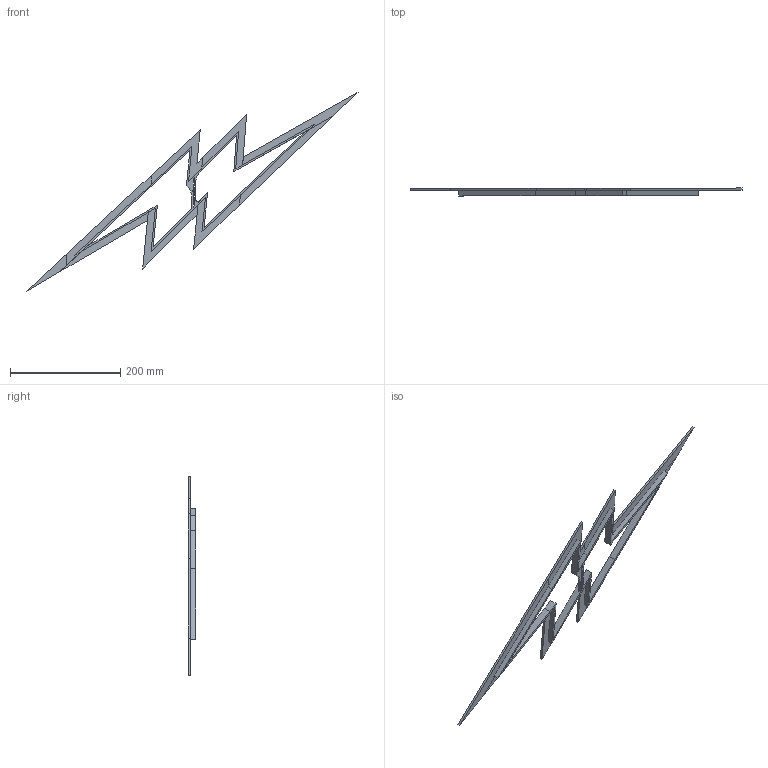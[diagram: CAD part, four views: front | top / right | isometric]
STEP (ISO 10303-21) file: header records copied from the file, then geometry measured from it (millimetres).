
FILE_DESCRIPTION(/* description */ (''),/* implementation_level */ '2;1');
FILE_NAME(/* name */ 'BOLT v5.step',/* time_stamp */ '2022-02-04T15:08:46+06:00',/* author */ (''),/* organization */ (''),/* preprocessor_version */ 'ST-DEVELOPER v18.1',/* originating_system */ 'Autodesk Translation Framework v10.13.0.1454',/* authorisation */ '');
FILE_SCHEMA (('AUTOMOTIVE_DESIGN { 1 0 10303 214 3 1 1 }'));
Length unit declared in the file: millimetre
Products named in the file (1): BOLT
Bounding box: 601.57 x 14 x 360.93 mm (x, y, z)
Volume: 140420.6 mm3; surface area: 93995.3 mm2
Topology: 8 solids, 8 shells, 107 faces, 278 edges, 185 vertices
Faces by surface type: plane 99, cylinder 8
Full cylindrical faces by diameter (mm): 4 x1
Entity records: 3258 total; most frequent: CARTESIAN_POINT 571, ORIENTED_EDGE 556, DIRECTION 510, EDGE_CURVE 278, LINE 262, VECTOR 262, VERTEX_POINT 185, AXIS2_PLACEMENT_3D 124
